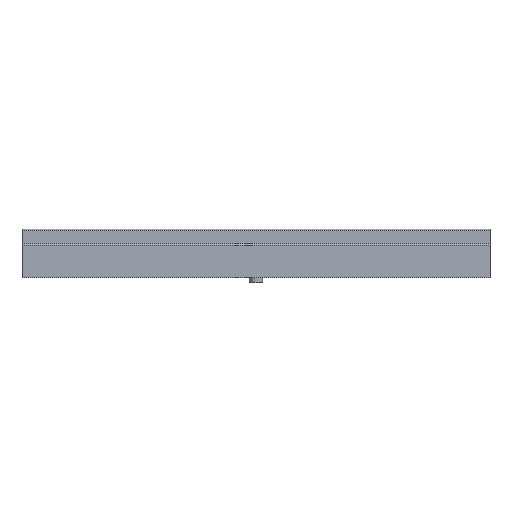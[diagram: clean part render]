
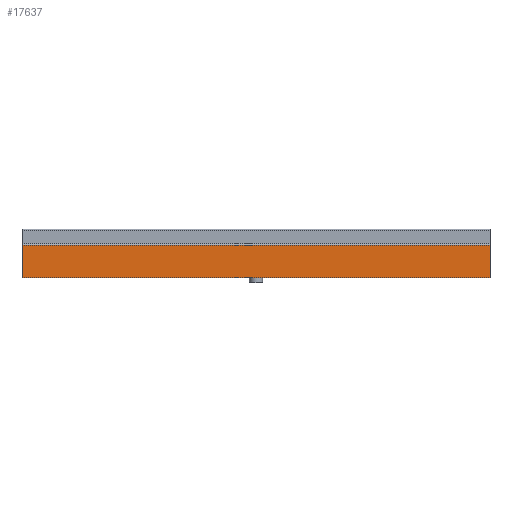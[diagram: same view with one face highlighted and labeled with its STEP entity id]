
A CAD part, top view. The second image highlights one B-rep face of the part: STEP entity #17637.
In plain terms, the highlighted planar face has unit normal (0, 0, 1).
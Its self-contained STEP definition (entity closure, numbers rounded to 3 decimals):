
#344 = LINE ( 'NONE', #1357, #12757 ) ;
#365 = DIRECTION ( 'NONE',  ( -1., 0., 0. ) ) ;
#1357 = CARTESIAN_POINT ( 'NONE',  ( 1250., 0., 280. ) ) ;
#1750 = LINE ( 'NONE', #8661, #7854 ) ;
#1843 = DIRECTION ( 'NONE',  ( -1., 0., 0. ) ) ;
#2432 = EDGE_CURVE ( 'NONE', #16075, #3091, #344, .T. ) ;
#2880 = DIRECTION ( 'NONE',  ( 0., 0., 1. ) ) ;
#2902 = DIRECTION ( 'NONE',  ( 0., 1., 0. ) ) ;
#3091 = VERTEX_POINT ( 'NONE', #5797 ) ;
#4189 = CARTESIAN_POINT ( 'NONE',  ( -1250., -5., 280. ) ) ;
#4420 = AXIS2_PLACEMENT_3D ( 'NONE', #15164, #2880, #16526 ) ;
#4533 = EDGE_LOOP ( 'NONE', ( #13374, #8830, #10571, #13770 ) ) ;
#4881 = VERTEX_POINT ( 'NONE', #11271 ) ;
#5111 = CARTESIAN_POINT ( 'NONE',  ( -1250., 0., 280. ) ) ;
#5797 = CARTESIAN_POINT ( 'NONE',  ( 1250., -5., 280. ) ) ;
#6824 = DIRECTION ( 'NONE',  ( 0., 1., 0. ) ) ;
#7854 = VECTOR ( 'NONE', #1843, 1000. ) ;
#8118 = EDGE_CURVE ( 'NONE', #3091, #16758, #1750, .T. ) ;
#8661 = CARTESIAN_POINT ( 'NONE',  ( -300., -5., 280. ) ) ;
#8830 = ORIENTED_EDGE ( 'NONE', *, *, #8118, .T. ) ;
#9023 = LINE ( 'NONE', #11839, #15715 ) ;
#10201 = VECTOR ( 'NONE', #6824, 1000. ) ;
#10571 = ORIENTED_EDGE ( 'NONE', *, *, #14627, .F. ) ;
#10891 = FACE_OUTER_BOUND ( 'NONE', #4533, .T. ) ;
#10977 = PLANE ( 'NONE',  #4420 ) ;
#11271 = CARTESIAN_POINT ( 'NONE',  ( -1250., -180., 280. ) ) ;
#11839 = CARTESIAN_POINT ( 'NONE',  ( -300., -180., 280. ) ) ;
#12757 = VECTOR ( 'NONE', #2902, 1000. ) ;
#13374 = ORIENTED_EDGE ( 'NONE', *, *, #2432, .T. ) ;
#13552 = LINE ( 'NONE', #5111, #10201 ) ;
#13770 = ORIENTED_EDGE ( 'NONE', *, *, #16403, .F. ) ;
#14627 = EDGE_CURVE ( 'NONE', #4881, #16758, #13552, .T. ) ;
#15164 = CARTESIAN_POINT ( 'NONE',  ( -300., 0., 280. ) ) ;
#15715 = VECTOR ( 'NONE', #365, 1000. ) ;
#15806 = CARTESIAN_POINT ( 'NONE',  ( 1250., -180., 280. ) ) ;
#16075 = VERTEX_POINT ( 'NONE', #15806 ) ;
#16403 = EDGE_CURVE ( 'NONE', #16075, #4881, #9023, .T. ) ;
#16526 = DIRECTION ( 'NONE',  ( 1., 0., 0. ) ) ;
#16758 = VERTEX_POINT ( 'NONE', #4189 ) ;
#17637 = ADVANCED_FACE ( 'NONE', ( #10891 ), #10977, .T. ) ;
